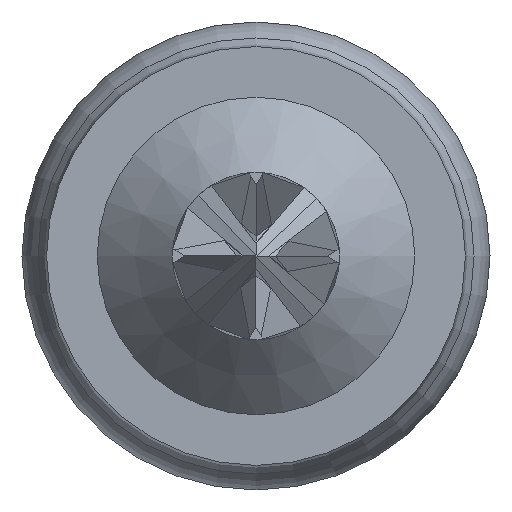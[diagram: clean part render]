
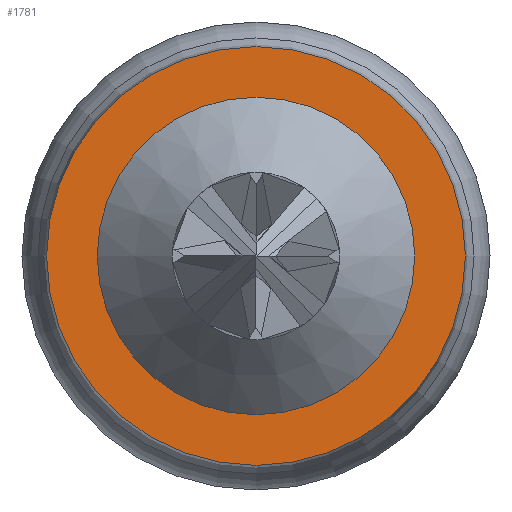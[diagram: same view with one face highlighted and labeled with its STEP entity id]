
A CAD part, left-side view. The second image highlights one B-rep face of the part: STEP entity #1781.
In plain terms, the highlighted planar face has unit normal (-1, 0, 0).
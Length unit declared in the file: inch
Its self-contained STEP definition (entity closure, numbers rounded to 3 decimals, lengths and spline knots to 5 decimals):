
#112 = CARTESIAN_POINT ( 'NONE',  ( 0., 0., 0. ) ) ;
#304 = VERTEX_POINT ( 'NONE', #1075 ) ;
#492 = PLANE ( 'NONE',  #3196 ) ;
#506 = DIRECTION ( 'NONE',  ( 1., 0., 0. ) ) ;
#985 = CARTESIAN_POINT ( 'NONE',  ( 0., 0., 0. ) ) ;
#1075 = CARTESIAN_POINT ( 'NONE',  ( 0., 0., 0.01045 ) ) ;
#1222 = ORIENTED_EDGE ( 'NONE', *, *, #3307, .T. ) ;
#1264 = DIRECTION ( 'NONE',  ( 0., 0., 1. ) ) ;
#1286 = CARTESIAN_POINT ( 'NONE',  ( 0., 0.0129, 0. ) ) ;
#1669 = CIRCLE ( 'NONE', #4652, 0.01378 ) ;
#1781 = ADVANCED_FACE ( 'NONE', ( #3146, #2770 ), #492, .T. ) ;
#2011 = DIRECTION ( 'NONE',  ( 0., 0., 1. ) ) ;
#2211 = EDGE_CURVE ( 'NONE', #2233, #2233, #1669, .T. ) ;
#2233 = VERTEX_POINT ( 'NONE', #2910 ) ;
#2272 = EDGE_LOOP ( 'NONE', ( #4385 ) ) ;
#2493 = DIRECTION ( 'NONE',  ( 0., 0., 1. ) ) ;
#2770 = FACE_OUTER_BOUND ( 'NONE', #2272, .T. ) ;
#2910 = CARTESIAN_POINT ( 'NONE',  ( 0., 0., 0.01378 ) ) ;
#2993 = AXIS2_PLACEMENT_3D ( 'NONE', #112, #506, #2011 ) ;
#3146 = FACE_BOUND ( 'NONE', #4248, .T. ) ;
#3196 = AXIS2_PLACEMENT_3D ( 'NONE', #1286, #3548, #1264 ) ;
#3307 = EDGE_CURVE ( 'NONE', #304, #304, #4603, .T. ) ;
#3548 = DIRECTION ( 'NONE',  ( -1., 0., 0. ) ) ;
#4248 = EDGE_LOOP ( 'NONE', ( #1222 ) ) ;
#4367 = DIRECTION ( 'NONE',  ( -1., 0., 0. ) ) ;
#4385 = ORIENTED_EDGE ( 'NONE', *, *, #2211, .T. ) ;
#4603 = CIRCLE ( 'NONE', #2993, 0.01045 ) ;
#4652 = AXIS2_PLACEMENT_3D ( 'NONE', #985, #4367, #2493 ) ;
